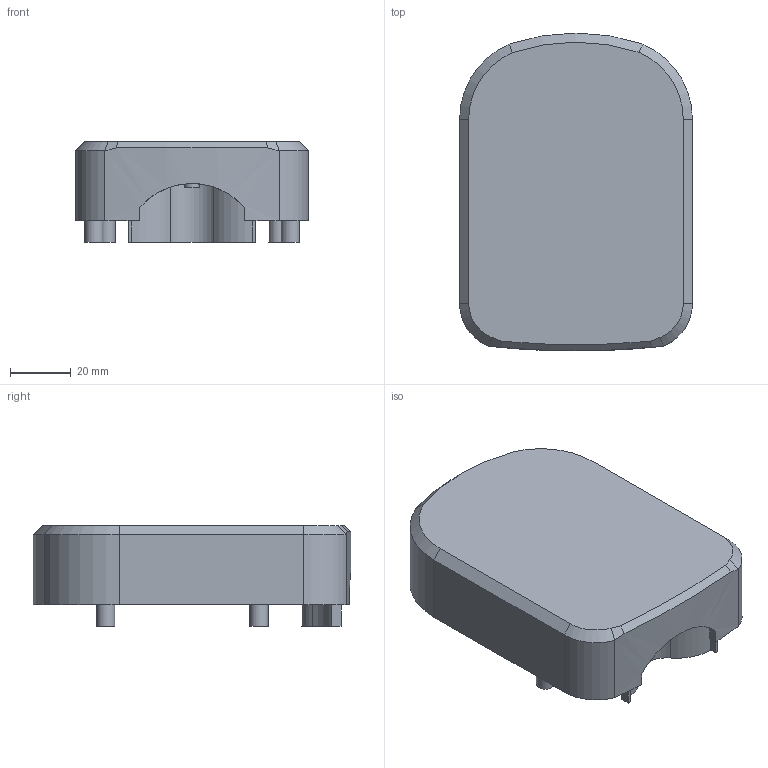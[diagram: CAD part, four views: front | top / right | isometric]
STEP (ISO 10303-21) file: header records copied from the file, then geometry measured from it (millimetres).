
FILE_DESCRIPTION(('FreeCAD Model'),'2;1');
FILE_NAME('Open CASCADE Shape Model','2026-01-30T17:09:16',(''),(''), 'Open CASCADE STEP processor 7.9','FreeCAD','Unknown');
FILE_SCHEMA(('AUTOMOTIVE_DESIGN { 1 0 10303 214 1 1 1 1 }'));
Length unit declared in the file: millimetre
Products named in the file (1): Bottom
Bounding box: 76.5 x 104.43 x 33 mm (x, y, z)
Volume: 47569.3 mm3; surface area: 35189.3 mm2
Topology: 1 solids, 1 shells, 77 faces, 205 edges, 131 vertices
Faces by surface type: plane 29, cylinder 29, cone 10, torus 7, bspline 2
Full cylindrical faces by diameter (mm): 2.5 x4, 5 x1, 6 x4
Entity records: 2480 total; most frequent: CARTESIAN_POINT 507, DIRECTION 426, ORIENTED_EDGE 402, EDGE_CURVE 201, AXIS2_PLACEMENT_3D 164, VERTEX_POINT 133, LINE 98, VECTOR 98
